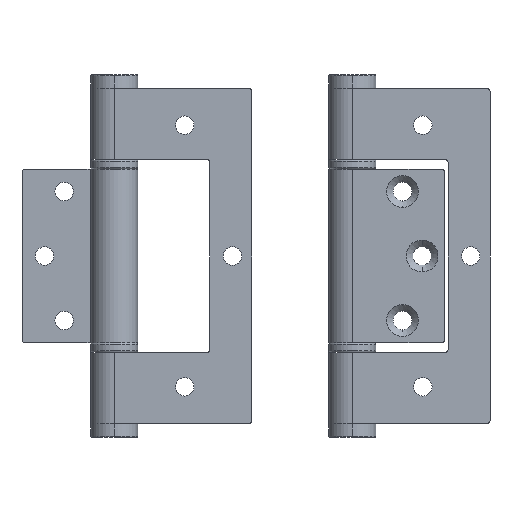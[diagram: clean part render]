
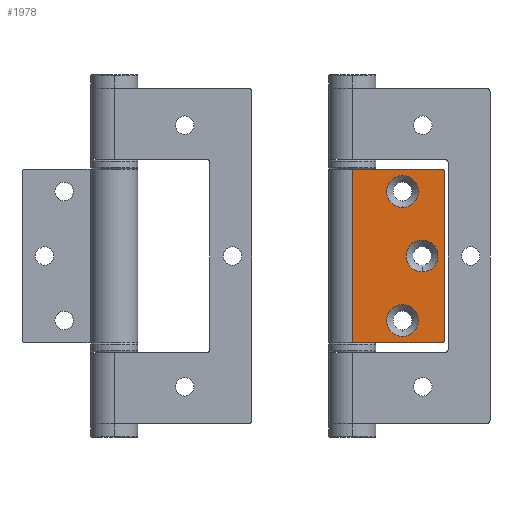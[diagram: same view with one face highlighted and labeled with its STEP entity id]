
A CAD part, front view. The second image highlights one B-rep face of the part: STEP entity #1978.
In plain terms, the highlighted planar face has unit normal (0, -1, 0).
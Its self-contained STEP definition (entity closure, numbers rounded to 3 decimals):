
#23 = CARTESIAN_POINT ( 'NONE',  ( 0., 0., 25.9 ) ) ;
#48 = CIRCLE ( 'NONE', #1685, 4.75 ) ;
#61 = DIRECTION ( 'NONE',  ( 0., 0., -1. ) ) ;
#68 = VERTEX_POINT ( 'NONE', #542 ) ;
#70 = DIRECTION ( 'NONE',  ( 0., -1., 0. ) ) ;
#81 = VERTEX_POINT ( 'NONE', #2204 ) ;
#142 = EDGE_LOOP ( 'NONE', ( #1751, #2436 ) ) ;
#158 = CARTESIAN_POINT ( 'NONE',  ( 0., 0., 25.9 ) ) ;
#204 = ORIENTED_EDGE ( 'NONE', *, *, #1447, .F. ) ;
#295 = CARTESIAN_POINT ( 'NONE',  ( -12.55, 0., -14.45 ) ) ;
#341 = CIRCLE ( 'NONE', #1236, 4.75 ) ;
#348 = VERTEX_POINT ( 'NONE', #427 ) ;
#378 = AXIS2_PLACEMENT_3D ( 'NONE', #1412, #704, #2073 ) ;
#382 = EDGE_LOOP ( 'NONE', ( #1486, #432 ) ) ;
#427 = CARTESIAN_POINT ( 'NONE',  ( -27.5, 0., -25.9 ) ) ;
#432 = ORIENTED_EDGE ( 'NONE', *, *, #1463, .T. ) ;
#484 = DIRECTION ( 'NONE',  ( 0., 1., 0. ) ) ;
#488 = ORIENTED_EDGE ( 'NONE', *, *, #772, .T. ) ;
#542 = CARTESIAN_POINT ( 'NONE',  ( 0., 0., -24.9 ) ) ;
#588 = PLANE ( 'NONE',  #1032 ) ;
#642 = CIRCLE ( 'NONE', #2387, 4.75 ) ;
#648 = CARTESIAN_POINT ( 'NONE',  ( -12.55, 0., 19.2 ) ) ;
#677 = EDGE_CURVE ( 'NONE', #1272, #1030, #2164, .T. ) ;
#704 = DIRECTION ( 'NONE',  ( 0., -1., 0. ) ) ;
#714 = CARTESIAN_POINT ( 'NONE',  ( -12.55, 0., -23.95 ) ) ;
#721 = ORIENTED_EDGE ( 'NONE', *, *, #2893, .T. ) ;
#759 = VERTEX_POINT ( 'NONE', #1397 ) ;
#772 = EDGE_CURVE ( 'NONE', #759, #68, #2325, .T. ) ;
#773 = AXIS2_PLACEMENT_3D ( 'NONE', #1172, #3012, #1381 ) ;
#863 = LINE ( 'NONE', #158, #1838 ) ;
#954 = EDGE_LOOP ( 'NONE', ( #204, #2447, #3023, #2640, #1814, #488 ) ) ;
#981 = VECTOR ( 'NONE', #61, 1000. ) ;
#984 = LINE ( 'NONE', #23, #981 ) ;
#997 = EDGE_CURVE ( 'NONE', #1233, #2634, #2827, .T. ) ;
#1000 = CARTESIAN_POINT ( 'NONE',  ( -6.75, 0., -4.75 ) ) ;
#1030 = VERTEX_POINT ( 'NONE', #2093 ) ;
#1032 = AXIS2_PLACEMENT_3D ( 'NONE', #1823, #1547, #1561 ) ;
#1098 = EDGE_CURVE ( 'NONE', #2509, #1534, #2615, .T. ) ;
#1101 = FACE_BOUND ( 'NONE', #142, .T. ) ;
#1110 = CARTESIAN_POINT ( 'NONE',  ( 0., 0., 24.9 ) ) ;
#1130 = DIRECTION ( 'NONE',  ( -1., 0., 0. ) ) ;
#1172 = CARTESIAN_POINT ( 'NONE',  ( -6.75, 0., 0. ) ) ;
#1173 = CARTESIAN_POINT ( 'NONE',  ( -12.55, 0., -19.2 ) ) ;
#1233 = VERTEX_POINT ( 'NONE', #1000 ) ;
#1236 = AXIS2_PLACEMENT_3D ( 'NONE', #1628, #2558, #1130 ) ;
#1272 = VERTEX_POINT ( 'NONE', #1110 ) ;
#1317 = ORIENTED_EDGE ( 'NONE', *, *, #997, .T. ) ;
#1329 = EDGE_CURVE ( 'NONE', #1534, #2509, #341, .T. ) ;
#1381 = DIRECTION ( 'NONE',  ( -1., 0., 0. ) ) ;
#1397 = CARTESIAN_POINT ( 'NONE',  ( -1., 0., -25.9 ) ) ;
#1412 = CARTESIAN_POINT ( 'NONE',  ( -1., 0., 24.9 ) ) ;
#1435 = CARTESIAN_POINT ( 'NONE',  ( -12.55, 0., -19.2 ) ) ;
#1440 = AXIS2_PLACEMENT_3D ( 'NONE', #1173, #2612, #1704 ) ;
#1442 = DIRECTION ( 'NONE',  ( -1., 0., 0. ) ) ;
#1447 = EDGE_CURVE ( 'NONE', #1272, #68, #984, .T. ) ;
#1463 = EDGE_CURVE ( 'NONE', #1903, #2253, #2338, .T. ) ;
#1465 = LINE ( 'NONE', #2632, #2379 ) ;
#1486 = ORIENTED_EDGE ( 'NONE', *, *, #2256, .T. ) ;
#1534 = VERTEX_POINT ( 'NONE', #2377 ) ;
#1547 = DIRECTION ( 'NONE',  ( 0., 1., 0. ) ) ;
#1561 = DIRECTION ( 'NONE',  ( -1., 0., 0. ) ) ;
#1592 = DIRECTION ( 'NONE',  ( 1., 0., 0. ) ) ;
#1627 = DIRECTION ( 'NONE',  ( 0., 1., 0. ) ) ;
#1628 = CARTESIAN_POINT ( 'NONE',  ( -12.55, 0., 19.2 ) ) ;
#1685 = AXIS2_PLACEMENT_3D ( 'NONE', #1435, #484, #2144 ) ;
#1704 = DIRECTION ( 'NONE',  ( -1., 0., 0. ) ) ;
#1751 = ORIENTED_EDGE ( 'NONE', *, *, #1098, .T. ) ;
#1781 = VECTOR ( 'NONE', #2974, 1000. ) ;
#1814 = ORIENTED_EDGE ( 'NONE', *, *, #2046, .T. ) ;
#1823 = CARTESIAN_POINT ( 'NONE',  ( 0., 0., 25.9 ) ) ;
#1838 = VECTOR ( 'NONE', #1592, 1000. ) ;
#1856 = CARTESIAN_POINT ( 'NONE',  ( -12.55, 0., 14.45 ) ) ;
#1866 = EDGE_CURVE ( 'NONE', #81, #348, #1465, .T. ) ;
#1903 = VERTEX_POINT ( 'NONE', #295 ) ;
#1978 = ADVANCED_FACE ( 'NONE', ( #2240, #2476, #1101, #2054 ), #588, .F. ) ;
#2038 = CARTESIAN_POINT ( 'NONE',  ( 0., 0., -25.9 ) ) ;
#2046 = EDGE_CURVE ( 'NONE', #348, #759, #2292, .T. ) ;
#2054 = FACE_OUTER_BOUND ( 'NONE', #954, .T. ) ;
#2064 = EDGE_CURVE ( 'NONE', #81, #1030, #863, .T. ) ;
#2073 = DIRECTION ( 'NONE',  ( -1., 0., 0. ) ) ;
#2093 = CARTESIAN_POINT ( 'NONE',  ( -1., 0., 25.9 ) ) ;
#2144 = DIRECTION ( 'NONE',  ( -1., 0., 0. ) ) ;
#2164 = CIRCLE ( 'NONE', #378, 1. ) ;
#2204 = CARTESIAN_POINT ( 'NONE',  ( -27.5, 0., 25.9 ) ) ;
#2240 = FACE_BOUND ( 'NONE', #382, .T. ) ;
#2253 = VERTEX_POINT ( 'NONE', #714 ) ;
#2256 = EDGE_CURVE ( 'NONE', #2253, #1903, #48, .T. ) ;
#2271 = AXIS2_PLACEMENT_3D ( 'NONE', #2624, #70, #1442 ) ;
#2292 = LINE ( 'NONE', #2038, #1781 ) ;
#2310 = DIRECTION ( 'NONE',  ( 0., 1., 0. ) ) ;
#2325 = CIRCLE ( 'NONE', #2271, 1. ) ;
#2338 = CIRCLE ( 'NONE', #1440, 4.75 ) ;
#2377 = CARTESIAN_POINT ( 'NONE',  ( -12.55, 0., 23.95 ) ) ;
#2379 = VECTOR ( 'NONE', #2677, 1000. ) ;
#2387 = AXIS2_PLACEMENT_3D ( 'NONE', #2949, #2310, #2934 ) ;
#2436 = ORIENTED_EDGE ( 'NONE', *, *, #1329, .T. ) ;
#2447 = ORIENTED_EDGE ( 'NONE', *, *, #677, .T. ) ;
#2476 = FACE_BOUND ( 'NONE', #2725, .T. ) ;
#2509 = VERTEX_POINT ( 'NONE', #1856 ) ;
#2558 = DIRECTION ( 'NONE',  ( 0., 1., 0. ) ) ;
#2571 = DIRECTION ( 'NONE',  ( -1., 0., 0. ) ) ;
#2612 = DIRECTION ( 'NONE',  ( 0., 1., 0. ) ) ;
#2615 = CIRCLE ( 'NONE', #2805, 4.75 ) ;
#2624 = CARTESIAN_POINT ( 'NONE',  ( -1., 0., -24.9 ) ) ;
#2632 = CARTESIAN_POINT ( 'NONE',  ( -27.5, 0., 25.9 ) ) ;
#2634 = VERTEX_POINT ( 'NONE', #3000 ) ;
#2640 = ORIENTED_EDGE ( 'NONE', *, *, #1866, .T. ) ;
#2677 = DIRECTION ( 'NONE',  ( 0., 0., -1. ) ) ;
#2725 = EDGE_LOOP ( 'NONE', ( #1317, #721 ) ) ;
#2805 = AXIS2_PLACEMENT_3D ( 'NONE', #648, #1627, #2571 ) ;
#2827 = CIRCLE ( 'NONE', #773, 4.75 ) ;
#2893 = EDGE_CURVE ( 'NONE', #2634, #1233, #642, .T. ) ;
#2934 = DIRECTION ( 'NONE',  ( -1., 0., 0. ) ) ;
#2949 = CARTESIAN_POINT ( 'NONE',  ( -6.75, 0., 0. ) ) ;
#2974 = DIRECTION ( 'NONE',  ( 1., 0., 0. ) ) ;
#3000 = CARTESIAN_POINT ( 'NONE',  ( -6.75, 0., 4.75 ) ) ;
#3012 = DIRECTION ( 'NONE',  ( 0., 1., 0. ) ) ;
#3023 = ORIENTED_EDGE ( 'NONE', *, *, #2064, .F. ) ;
